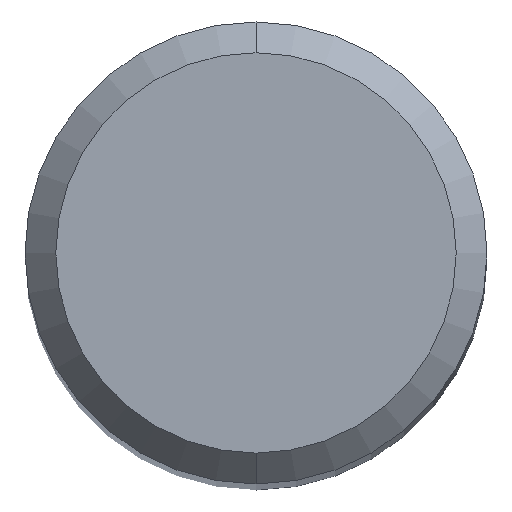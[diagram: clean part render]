
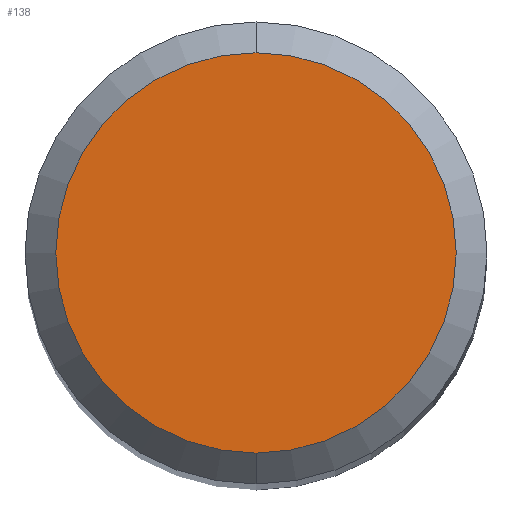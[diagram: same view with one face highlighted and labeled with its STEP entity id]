
A CAD part, top view. The second image highlights one B-rep face of the part: STEP entity #138.
In plain terms, the highlighted planar face has unit normal (0, 0, 1).
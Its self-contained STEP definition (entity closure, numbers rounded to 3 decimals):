
#102=EDGE_CURVE('',#112,#120,#224,.T.);
#112=VERTEX_POINT('',#235);
#118=EDGE_CURVE('',#120,#112,#242,.T.);
#120=VERTEX_POINT('',#244);
#138=ADVANCED_FACE('',(#264),#265,.T.);
#224=CIRCLE('',#356,2.6);
#235=CARTESIAN_POINT('',(0.,-2.6,0.0));
#242=CIRCLE('',#382,2.6);
#244=CARTESIAN_POINT('',(0.0,2.6,0.0));
#264=FACE_OUTER_BOUND('',#407,.T.);
#265=PLANE('',#408);
#356=AXIS2_PLACEMENT_3D('',#496,#497,#498);
#382=AXIS2_PLACEMENT_3D('',#519,#520,#521);
#407=EDGE_LOOP('',(#545,#546));
#408=AXIS2_PLACEMENT_3D('',#547,#548,#549);
#496=CARTESIAN_POINT('',(0.0,0.0,0.0));
#497=DIRECTION('',(0.0,0.0,-1.0));
#498=DIRECTION('',(0.0,1.0,0.0));
#519=CARTESIAN_POINT('',(0.0,0.0,0.0));
#520=DIRECTION('',(0.0,0.0,-1.0));
#521=DIRECTION('',(0.0,1.0,0.0));
#545=ORIENTED_EDGE('',*,*,#118,.F.);
#546=ORIENTED_EDGE('',*,*,#102,.F.);
#547=CARTESIAN_POINT('',(0.0,1.3,0.0));
#548=DIRECTION('',(-0.0,0.0,1.0));
#549=DIRECTION('',(0.0,-1.0,0.0));
